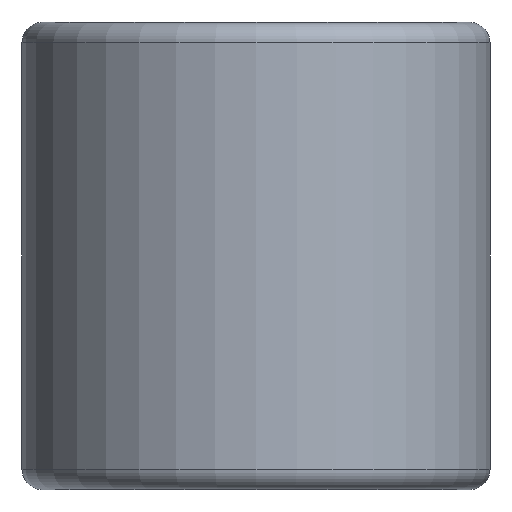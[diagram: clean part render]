
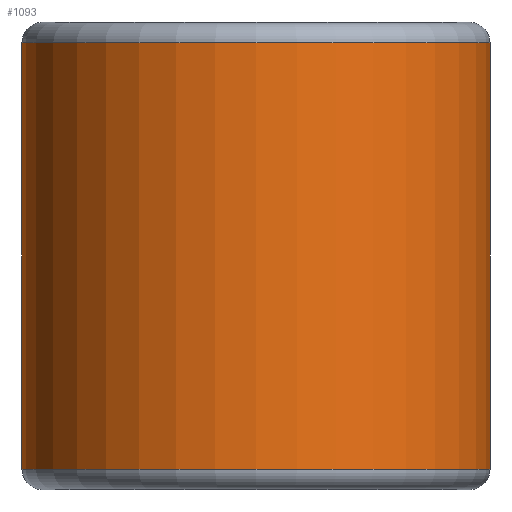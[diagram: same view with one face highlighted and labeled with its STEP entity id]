
A CAD part, front view. The second image highlights one B-rep face of the part: STEP entity #1093.
In plain terms, the highlighted cylindrical face has radius 8.712 mm (diameter 17.424 mm), a partial arc.
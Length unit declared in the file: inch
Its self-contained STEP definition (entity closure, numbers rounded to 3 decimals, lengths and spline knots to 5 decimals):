
#186 = DIRECTION ( 'NONE',  ( 0., 0., -1. ) ) ;
#232 = CARTESIAN_POINT ( 'NONE',  ( 0.281, -1.093, 0.3125 ) ) ;
#273 = EDGE_CURVE ( 'NONE', #2626, #528, #2475, .T. ) ;
#429 = LINE ( 'NONE', #1408, #1450 ) ;
#446 = DIRECTION ( 'NONE',  ( 1., 0., 0. ) ) ;
#528 = VERTEX_POINT ( 'NONE', #1154 ) ;
#705 = VECTOR ( 'NONE', #2435, 39.37008 ) ;
#711 = CYLINDRICAL_SURFACE ( 'NONE', #1920, 0.343 ) ;
#812 = EDGE_CURVE ( 'NONE', #1748, #2108, #1535, .T. ) ;
#936 = ORIENTED_EDGE ( 'NONE', *, *, #2330, .T. ) ;
#1020 = CARTESIAN_POINT ( 'NONE',  ( 0.624, -1.093, 0. ) ) ;
#1093 = ADVANCED_FACE ( 'NONE', ( #2592 ), #711, .T. ) ;
#1113 = AXIS2_PLACEMENT_3D ( 'NONE', #1123, #2540, #1332 ) ;
#1123 = CARTESIAN_POINT ( 'NONE',  ( 0.281, -1.093, -0.3125 ) ) ;
#1154 = CARTESIAN_POINT ( 'NONE',  ( 0.624, -1.093, -0.3125 ) ) ;
#1254 = LINE ( 'NONE', #1020, #705 ) ;
#1332 = DIRECTION ( 'NONE',  ( 1., 0., 0. ) ) ;
#1374 = CARTESIAN_POINT ( 'NONE',  ( 0.624, -1.093, 0.3125 ) ) ;
#1408 = CARTESIAN_POINT ( 'NONE',  ( -0.062, -1.093, 0.3125 ) ) ;
#1450 = VECTOR ( 'NONE', #186, 39.37008 ) ;
#1535 = CIRCLE ( 'NONE', #2489, 0.343 ) ;
#1633 = EDGE_LOOP ( 'NONE', ( #1751, #936, #2259, #2486 ) ) ;
#1645 = EDGE_CURVE ( 'NONE', #1748, #2626, #429, .T. ) ;
#1653 = DIRECTION ( 'NONE',  ( 0., 0., 1. ) ) ;
#1740 = DIRECTION ( 'NONE',  ( 0., 0., 1. ) ) ;
#1748 = VERTEX_POINT ( 'NONE', #2255 ) ;
#1751 = ORIENTED_EDGE ( 'NONE', *, *, #273, .T. ) ;
#1765 = CARTESIAN_POINT ( 'NONE',  ( -0.062, -1.093, -0.3125 ) ) ;
#1920 = AXIS2_PLACEMENT_3D ( 'NONE', #2353, #1740, #2359 ) ;
#2108 = VERTEX_POINT ( 'NONE', #1374 ) ;
#2255 = CARTESIAN_POINT ( 'NONE',  ( -0.062, -1.093, 0.3125 ) ) ;
#2259 = ORIENTED_EDGE ( 'NONE', *, *, #812, .F. ) ;
#2330 = EDGE_CURVE ( 'NONE', #528, #2108, #1254, .T. ) ;
#2353 = CARTESIAN_POINT ( 'NONE',  ( 0.281, -1.093, 0. ) ) ;
#2359 = DIRECTION ( 'NONE',  ( 1., 0., 0. ) ) ;
#2435 = DIRECTION ( 'NONE',  ( 0., 0., 1. ) ) ;
#2475 = CIRCLE ( 'NONE', #1113, 0.343 ) ;
#2486 = ORIENTED_EDGE ( 'NONE', *, *, #1645, .T. ) ;
#2489 = AXIS2_PLACEMENT_3D ( 'NONE', #232, #1653, #446 ) ;
#2540 = DIRECTION ( 'NONE',  ( 0., 0., 1. ) ) ;
#2592 = FACE_OUTER_BOUND ( 'NONE', #1633, .T. ) ;
#2626 = VERTEX_POINT ( 'NONE', #1765 ) ;
